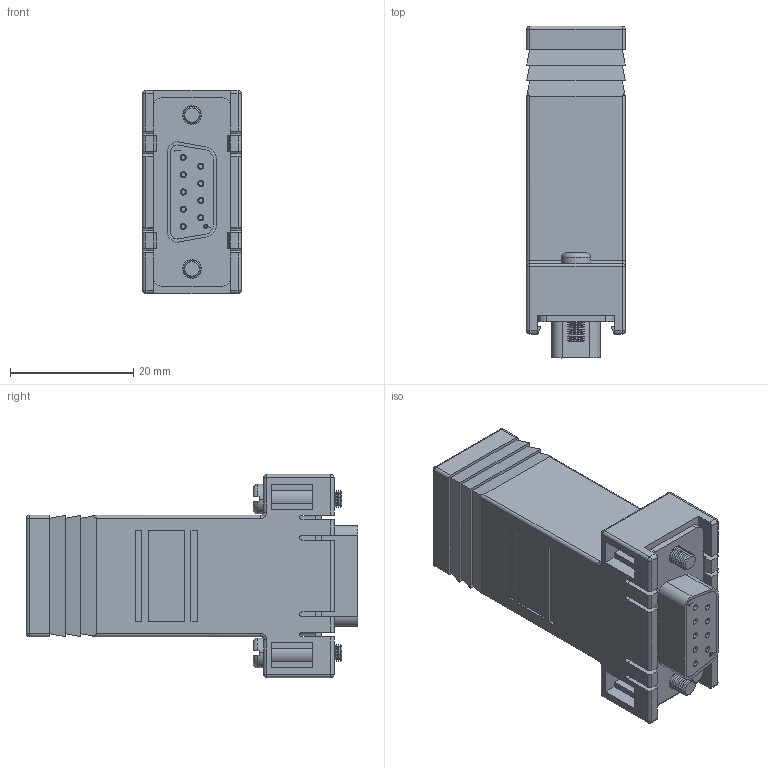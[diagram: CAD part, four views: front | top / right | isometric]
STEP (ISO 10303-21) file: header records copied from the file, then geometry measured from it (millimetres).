
FILE_DESCRIPTION (( 'STEP AP203' ), '1' );
FILE_NAME ('RBA098F.STEP', '2013-07-22T20:53:53', ( 'x' ), ( '' ), 'SwSTEP 2.0', 'SolidWorks 2012', '' );
FILE_SCHEMA (( 'CONFIG_CONTROL_DESIGN' ));
Length unit declared in the file: inch
Products named in the file (6): RBA098F; 3AA01-004_4-40 x .500 PAN HEAD SCREW; C&P9F; CRIMP&POKE F; RA098-MA1
Assembly tree (14 placements, depth 3):
  RBA098F
    RA098-MA1
    C&P9F
      C&P9F
      CRIMP&POKE F  x9
    3AA01-004_4-40 x .500 PAN HEAD SCREW  x2
Bounding box: 16 x 53.92 x 33.02 mm (x, y, z)
Volume: 10031.6 mm3; surface area: 11883.7 mm2
Topology: 13 solids, 13 shells, 1216 faces, 2940 edges, 1793 vertices
Faces by surface type: plane 456, cylinder 408, cone 313, torus 18, sphere 12, bspline 9
Entity records: 22641 total; most frequent: CARTESIAN_POINT 4301, DIRECTION 3759, ORIENTED_EDGE 3540, EDGE_CURVE 1770, AXIS2_PLACEMENT_3D 1299, VECTOR 1161, LINE 1161, VERTEX_POINT 1089
